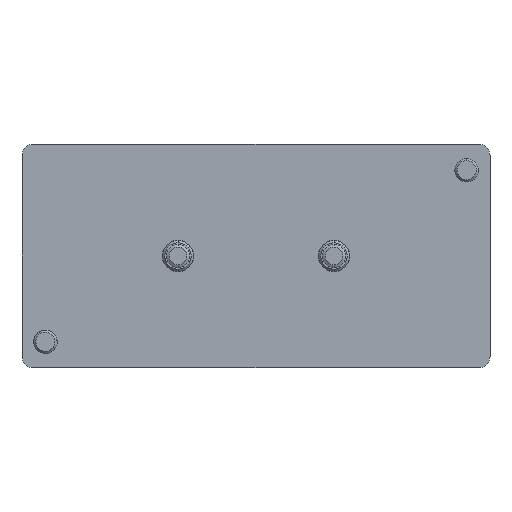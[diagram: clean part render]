
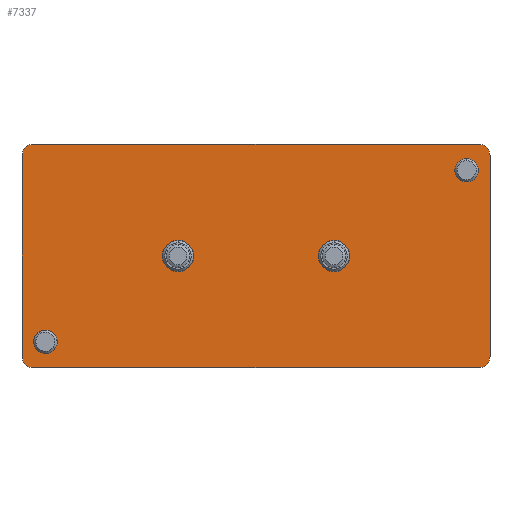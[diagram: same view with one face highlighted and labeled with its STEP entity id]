
A CAD part, front view. The second image highlights one B-rep face of the part: STEP entity #7337.
In plain terms, the highlighted planar face has unit normal (0, -1, 0).
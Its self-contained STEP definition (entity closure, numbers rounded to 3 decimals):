
#50 = VERTEX_POINT ( 'NONE', #6919 ) ;
#138 = VECTOR ( 'NONE', #9395, 1000. ) ;
#141 = EDGE_CURVE ( 'NONE', #11247, #4457, #12196, .T. ) ;
#146 = ORIENTED_EDGE ( 'NONE', *, *, #141, .F. ) ;
#196 = VERTEX_POINT ( 'NONE', #4179 ) ;
#309 = AXIS2_PLACEMENT_3D ( 'NONE', #9534, #10715, #7488 ) ;
#358 = CIRCLE ( 'NONE', #3266, 1.5 ) ;
#644 = EDGE_CURVE ( 'NONE', #11477, #5708, #358, .T. ) ;
#936 = EDGE_CURVE ( 'NONE', #3590, #7471, #8712, .T. ) ;
#1015 = DIRECTION ( 'NONE',  ( 0., -1., 0. ) ) ;
#1028 = DIRECTION ( 'NONE',  ( 0., 0., -1. ) ) ;
#1029 = CIRCLE ( 'NONE', #10422, 2. ) ;
#1079 = FACE_BOUND ( 'NONE', #2388, .T. ) ;
#1136 = EDGE_LOOP ( 'NONE', ( #1261, #13689 ) ) ;
#1150 = DIRECTION ( 'NONE',  ( -1., 0., 0. ) ) ;
#1261 = ORIENTED_EDGE ( 'NONE', *, *, #5997, .T. ) ;
#1280 = VERTEX_POINT ( 'NONE', #3276 ) ;
#1365 = DIRECTION ( 'NONE',  ( -1., 0., 0. ) ) ;
#1376 = DIRECTION ( 'NONE',  ( 0., 1., 0. ) ) ;
#1500 = DIRECTION ( 'NONE',  ( 1., 0., 0. ) ) ;
#1561 = DIRECTION ( 'NONE',  ( 0., 1., 0. ) ) ;
#1638 = ORIENTED_EDGE ( 'NONE', *, *, #8221, .T. ) ;
#1650 = AXIS2_PLACEMENT_3D ( 'NONE', #13693, #9439, #9307 ) ;
#1692 = EDGE_CURVE ( 'NONE', #5620, #10366, #6446, .T. ) ;
#1778 = CARTESIAN_POINT ( 'NONE',  ( 27., 0., 12.5 ) ) ;
#1828 = AXIS2_PLACEMENT_3D ( 'NONE', #5648, #10212, #11203 ) ;
#1899 = ORIENTED_EDGE ( 'NONE', *, *, #5450, .T. ) ;
#1980 = FACE_BOUND ( 'NONE', #11007, .T. ) ;
#2102 = CARTESIAN_POINT ( 'NONE',  ( -27., 0., -11. ) ) ;
#2190 = CARTESIAN_POINT ( 'NONE',  ( 12., 0., 0. ) ) ;
#2213 = DIRECTION ( 'NONE',  ( 0., 1., 0. ) ) ;
#2353 = EDGE_CURVE ( 'NONE', #7471, #9958, #6627, .T. ) ;
#2388 = EDGE_LOOP ( 'NONE', ( #11603, #7744 ) ) ;
#2417 = ORIENTED_EDGE ( 'NONE', *, *, #2784, .F. ) ;
#2464 = CARTESIAN_POINT ( 'NONE',  ( 27., 0., 9.5 ) ) ;
#2784 = EDGE_CURVE ( 'NONE', #5188, #9298, #11920, .T. ) ;
#2813 = AXIS2_PLACEMENT_3D ( 'NONE', #9131, #12627, #13392 ) ;
#3030 = FACE_BOUND ( 'NONE', #1136, .T. ) ;
#3266 = AXIS2_PLACEMENT_3D ( 'NONE', #12582, #7259, #11552 ) ;
#3276 = CARTESIAN_POINT ( 'NONE',  ( 30., 0., 12.85 ) ) ;
#3321 = CARTESIAN_POINT ( 'NONE',  ( -30., 0., 12.85 ) ) ;
#3590 = VERTEX_POINT ( 'NONE', #7849 ) ;
#3663 = AXIS2_PLACEMENT_3D ( 'NONE', #8932, #1561, #1365 ) ;
#3798 = CARTESIAN_POINT ( 'NONE',  ( 8., 0., 0. ) ) ;
#3835 = AXIS2_PLACEMENT_3D ( 'NONE', #9143, #8010, #1500 ) ;
#3931 = EDGE_CURVE ( 'NONE', #9298, #5188, #9527, .T. ) ;
#4080 = ORIENTED_EDGE ( 'NONE', *, *, #8369, .T. ) ;
#4114 = DIRECTION ( 'NONE',  ( -1., 0., 0. ) ) ;
#4117 = AXIS2_PLACEMENT_3D ( 'NONE', #6692, #11968, #5623 ) ;
#4179 = CARTESIAN_POINT ( 'NONE',  ( -8., 0., 0. ) ) ;
#4323 = CIRCLE ( 'NONE', #1650, 1.5 ) ;
#4416 = DIRECTION ( 'NONE',  ( 1., 0., 0. ) ) ;
#4425 = VERTEX_POINT ( 'NONE', #13673 ) ;
#4457 = VERTEX_POINT ( 'NONE', #9352 ) ;
#4471 = EDGE_LOOP ( 'NONE', ( #12521, #1638 ) ) ;
#4938 = CARTESIAN_POINT ( 'NONE',  ( 30., 0., -14.35 ) ) ;
#4957 = CARTESIAN_POINT ( 'NONE',  ( 30., 0., -12.85 ) ) ;
#5083 = DIRECTION ( 'NONE',  ( 0., 1., 0. ) ) ;
#5124 = CARTESIAN_POINT ( 'NONE',  ( 30., 0., 14.35 ) ) ;
#5188 = VERTEX_POINT ( 'NONE', #13703 ) ;
#5210 = ORIENTED_EDGE ( 'NONE', *, *, #8481, .T. ) ;
#5345 = ORIENTED_EDGE ( 'NONE', *, *, #936, .T. ) ;
#5414 = CARTESIAN_POINT ( 'NONE',  ( 10., 0., 0. ) ) ;
#5440 = AXIS2_PLACEMENT_3D ( 'NONE', #7277, #5083, #4114 ) ;
#5450 = EDGE_CURVE ( 'NONE', #4425, #4457, #10166, .T. ) ;
#5467 = CARTESIAN_POINT ( 'NONE',  ( 30., 0., 14.35 ) ) ;
#5534 = EDGE_CURVE ( 'NONE', #196, #50, #1029, .T. ) ;
#5553 = DIRECTION ( 'NONE',  ( -1., 0., 0. ) ) ;
#5620 = VERTEX_POINT ( 'NONE', #3798 ) ;
#5623 = DIRECTION ( 'NONE',  ( 1., 0., 0. ) ) ;
#5648 = CARTESIAN_POINT ( 'NONE',  ( -27., 0., -11. ) ) ;
#5708 = VERTEX_POINT ( 'NONE', #1778 ) ;
#5990 = VECTOR ( 'NONE', #1150, 1000. ) ;
#5997 = EDGE_CURVE ( 'NONE', #50, #196, #11973, .T. ) ;
#6320 = PLANE ( 'NONE',  #8566 ) ;
#6366 = DIRECTION ( 'NONE',  ( 0., -1., 0. ) ) ;
#6446 = CIRCLE ( 'NONE', #9823, 2. ) ;
#6600 = AXIS2_PLACEMENT_3D ( 'NONE', #2102, #6366, #8540 ) ;
#6627 = CIRCLE ( 'NONE', #2813, 1.5 ) ;
#6692 = CARTESIAN_POINT ( 'NONE',  ( -28.5, 0., -12.85 ) ) ;
#6895 = EDGE_LOOP ( 'NONE', ( #5345, #12279, #9184, #1899, #146, #4080, #7035, #5210 ) ) ;
#6919 = CARTESIAN_POINT ( 'NONE',  ( -12., 0., 0. ) ) ;
#7035 = ORIENTED_EDGE ( 'NONE', *, *, #8464, .F. ) ;
#7259 = DIRECTION ( 'NONE',  ( 0., -1., 0. ) ) ;
#7277 = CARTESIAN_POINT ( 'NONE',  ( 10., 0., 0. ) ) ;
#7337 = ADVANCED_FACE ( 'NONE', ( #3030, #9698, #1980, #1079, #10745 ), #6320, .T. ) ;
#7464 = CIRCLE ( 'NONE', #3835, 1.5 ) ;
#7471 = VERTEX_POINT ( 'NONE', #10957 ) ;
#7488 = DIRECTION ( 'NONE',  ( 1., 0., 0. ) ) ;
#7744 = ORIENTED_EDGE ( 'NONE', *, *, #644, .F. ) ;
#7849 = CARTESIAN_POINT ( 'NONE',  ( 28.5, 0., 14.35 ) ) ;
#8010 = DIRECTION ( 'NONE',  ( 0., -1., 0. ) ) ;
#8052 = LINE ( 'NONE', #9122, #10117 ) ;
#8133 = VECTOR ( 'NONE', #1028, 1000. ) ;
#8221 = EDGE_CURVE ( 'NONE', #10366, #5620, #12393, .T. ) ;
#8369 = EDGE_CURVE ( 'NONE', #11247, #10574, #12620, .T. ) ;
#8464 = EDGE_CURVE ( 'NONE', #1280, #10574, #10480, .T. ) ;
#8481 = EDGE_CURVE ( 'NONE', #1280, #3590, #4323, .T. ) ;
#8540 = DIRECTION ( 'NONE',  ( 1., 0., 0. ) ) ;
#8566 = AXIS2_PLACEMENT_3D ( 'NONE', #5467, #1015, #4416 ) ;
#8712 = LINE ( 'NONE', #11665, #5990 ) ;
#8932 = CARTESIAN_POINT ( 'NONE',  ( -10., 0., 0. ) ) ;
#9122 = CARTESIAN_POINT ( 'NONE',  ( -30., 0., 14.35 ) ) ;
#9131 = CARTESIAN_POINT ( 'NONE',  ( -28.5, 0., 12.85 ) ) ;
#9143 = CARTESIAN_POINT ( 'NONE',  ( 27., 0., 11. ) ) ;
#9184 = ORIENTED_EDGE ( 'NONE', *, *, #11595, .T. ) ;
#9298 = VERTEX_POINT ( 'NONE', #10564 ) ;
#9307 = DIRECTION ( 'NONE',  ( 1., 0., 0. ) ) ;
#9352 = CARTESIAN_POINT ( 'NONE',  ( -28.5, 0., -14.35 ) ) ;
#9395 = DIRECTION ( 'NONE',  ( -1., 0., 0. ) ) ;
#9439 = DIRECTION ( 'NONE',  ( 0., -1., 0. ) ) ;
#9527 = CIRCLE ( 'NONE', #6600, 1.5 ) ;
#9534 = CARTESIAN_POINT ( 'NONE',  ( 28.5, 0., -12.85 ) ) ;
#9698 = FACE_BOUND ( 'NONE', #4471, .T. ) ;
#9823 = AXIS2_PLACEMENT_3D ( 'NONE', #5414, #2213, #5553 ) ;
#9927 = DIRECTION ( 'NONE',  ( -1., 0., 0. ) ) ;
#9958 = VERTEX_POINT ( 'NONE', #3321 ) ;
#10113 = CARTESIAN_POINT ( 'NONE',  ( 28.5, 0., -14.35 ) ) ;
#10117 = VECTOR ( 'NONE', #13525, 1000. ) ;
#10166 = CIRCLE ( 'NONE', #4117, 1.5 ) ;
#10212 = DIRECTION ( 'NONE',  ( 0., -1., 0. ) ) ;
#10362 = ORIENTED_EDGE ( 'NONE', *, *, #3931, .F. ) ;
#10366 = VERTEX_POINT ( 'NONE', #2190 ) ;
#10422 = AXIS2_PLACEMENT_3D ( 'NONE', #12038, #1376, #9927 ) ;
#10480 = LINE ( 'NONE', #5124, #8133 ) ;
#10564 = CARTESIAN_POINT ( 'NONE',  ( -27., 0., -9.5 ) ) ;
#10574 = VERTEX_POINT ( 'NONE', #4957 ) ;
#10715 = DIRECTION ( 'NONE',  ( 0., -1., 0. ) ) ;
#10745 = FACE_OUTER_BOUND ( 'NONE', #6895, .T. ) ;
#10957 = CARTESIAN_POINT ( 'NONE',  ( -28.5, 0., 14.35 ) ) ;
#11007 = EDGE_LOOP ( 'NONE', ( #10362, #2417 ) ) ;
#11164 = EDGE_CURVE ( 'NONE', #5708, #11477, #7464, .T. ) ;
#11203 = DIRECTION ( 'NONE',  ( 1., 0., 0. ) ) ;
#11247 = VERTEX_POINT ( 'NONE', #10113 ) ;
#11477 = VERTEX_POINT ( 'NONE', #2464 ) ;
#11552 = DIRECTION ( 'NONE',  ( 1., 0., 0. ) ) ;
#11595 = EDGE_CURVE ( 'NONE', #9958, #4425, #8052, .T. ) ;
#11603 = ORIENTED_EDGE ( 'NONE', *, *, #11164, .F. ) ;
#11665 = CARTESIAN_POINT ( 'NONE',  ( 30., 0., 14.35 ) ) ;
#11920 = CIRCLE ( 'NONE', #1828, 1.5 ) ;
#11968 = DIRECTION ( 'NONE',  ( 0., -1., 0. ) ) ;
#11973 = CIRCLE ( 'NONE', #3663, 2. ) ;
#12038 = CARTESIAN_POINT ( 'NONE',  ( -10., 0., 0. ) ) ;
#12196 = LINE ( 'NONE', #4938, #138 ) ;
#12279 = ORIENTED_EDGE ( 'NONE', *, *, #2353, .T. ) ;
#12393 = CIRCLE ( 'NONE', #5440, 2. ) ;
#12521 = ORIENTED_EDGE ( 'NONE', *, *, #1692, .T. ) ;
#12582 = CARTESIAN_POINT ( 'NONE',  ( 27., 0., 11. ) ) ;
#12620 = CIRCLE ( 'NONE', #309, 1.5 ) ;
#12627 = DIRECTION ( 'NONE',  ( 0., -1., 0. ) ) ;
#13392 = DIRECTION ( 'NONE',  ( 1., 0., 0. ) ) ;
#13525 = DIRECTION ( 'NONE',  ( 0., 0., -1. ) ) ;
#13673 = CARTESIAN_POINT ( 'NONE',  ( -30., 0., -12.85 ) ) ;
#13689 = ORIENTED_EDGE ( 'NONE', *, *, #5534, .T. ) ;
#13693 = CARTESIAN_POINT ( 'NONE',  ( 28.5, 0., 12.85 ) ) ;
#13703 = CARTESIAN_POINT ( 'NONE',  ( -27., 0., -12.5 ) ) ;
